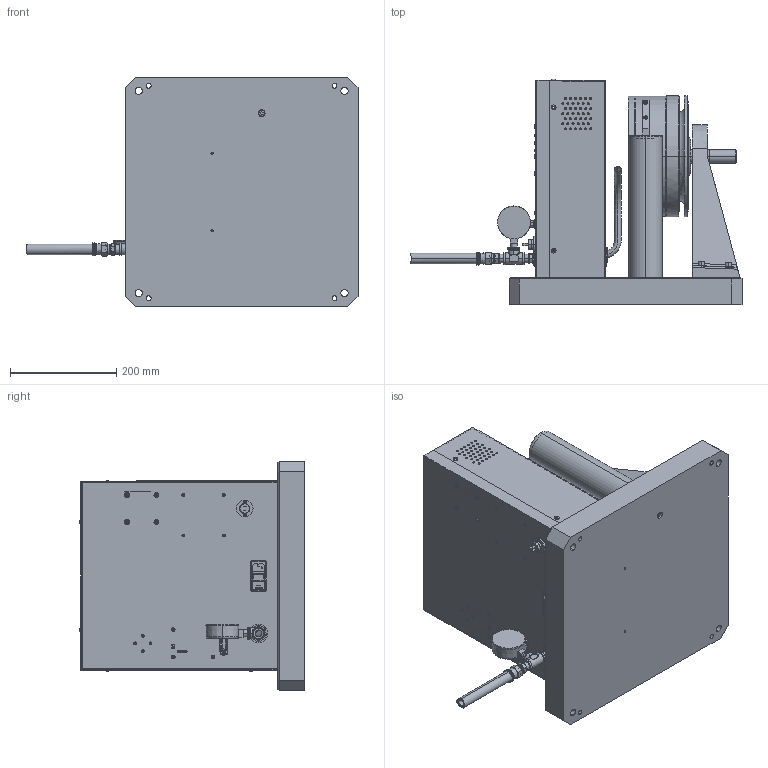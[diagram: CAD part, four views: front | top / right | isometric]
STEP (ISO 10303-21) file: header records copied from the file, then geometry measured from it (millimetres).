
FILE_DESCRIPTION (( 'STEP AP214' ), '1' );
FILE_NAME ('HD-800-0100_C_EF.STEP', '2014-05-21T20:30:38', ( 'magtrol' ), ( '' ), 'SwSTEP 2.0', 'SolidWorks 2014', '' );
FILE_SCHEMA (( 'AUTOMOTIVE_DESIGN' ));
Length unit declared in the file: inch
Products named in the file (1): HD-800-0100_C_EF
Bounding box: 624.99 x 424.84 x 431.8 mm (x, y, z)
Surface area: 1671073 mm2 (no closed solid volume)
Topology: 0 solids, 117 shells, 1051 faces, 3874 edges, 2895 vertices
Faces by surface type: cylinder 495, plane 370, torus 97, cone 75, bspline 14
Entity records: 58866 total; most frequent: CARTESIAN_POINT 11840, DIRECTION 7324, ORIENTED_EDGE 5809, EDGE_CURVE 3874, VERTEX_POINT 2895, AXIS2_PLACEMENT_3D 2720, VECTOR 1884, LINE 1884
